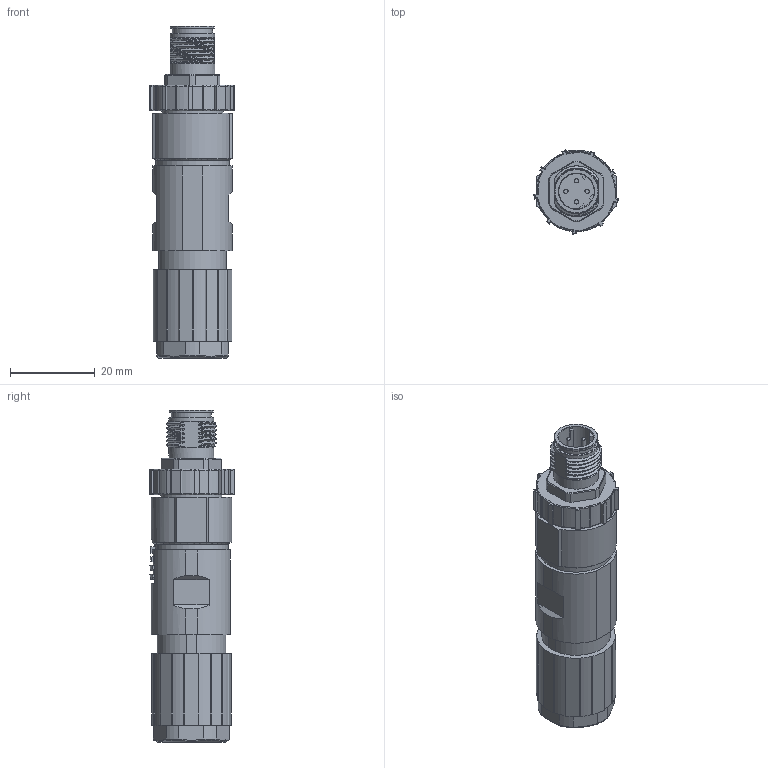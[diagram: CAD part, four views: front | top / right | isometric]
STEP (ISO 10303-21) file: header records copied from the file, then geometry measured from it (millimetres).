
FILE_DESCRIPTION (( 'STEP AP214' ), '1' );
FILE_NAME ('6GK19010DB206AA0_001_STEP.STEP', '2016-08-31T12:37:54', ( '' ), ( '' ), 'SwSTEP 2.0', 'SolidWorks 2014', '' );
FILE_SCHEMA (( 'AUTOMOTIVE_DESIGN' ));
Length unit declared in the file: millimetre
Products named in the file (2): 6GK19010DB206AA0_001_STEP; Body
Assembly tree (1 placements, depth 2):
  6GK19010DB206AA0_001_STEP
    Body
Bounding box: 19.97 x 19.89 x 78.47 mm (x, y, z)
Volume: 18174.7 mm3; surface area: 6017.2 mm2
Topology: 1 solids, 1 shells, 479 faces, 1230 edges, 770 vertices
Faces by surface type: cylinder 198, plane 174, bspline 44, torus 29, sphere 18, cone 16
Full cylindrical faces by diameter (mm): 1 x4, 8.375 x1, 9.47 x1, 10.4 x1, 10.6 x2, 11 x1, 14.46 x1, 15.85 x1
Entity records: 33230 total; most frequent: CARTESIAN_POINT 16996, ORIENTED_EDGE 2404, DIRECTION 2070, EDGE_CURVE 1202, VERTEX_POINT 761, AXIS2_PLACEMENT_3D 734, VECTOR 602, LINE 602
